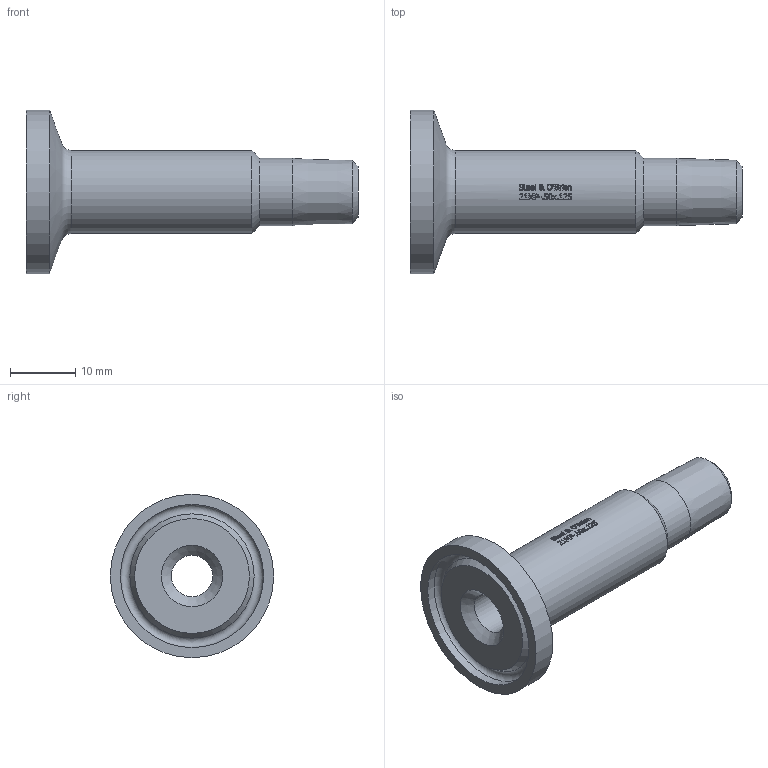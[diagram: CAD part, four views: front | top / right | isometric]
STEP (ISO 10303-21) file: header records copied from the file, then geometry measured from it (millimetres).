
FILE_DESCRIPTION(/* description */ (''),/* implementation_level */ '2;1');
FILE_NAME(/* name */ '21MP-.50X.125.stp',/* time_stamp */ '2019-01-31T09:23:43-05:00',/* author */ ('rick'),/* organization */ (''),/* preprocessor_version */ 'ST-DEVELOPER v15.2',/* originating_system */ 'Autodesk Inventor 2014',/* authorisation */ '');
FILE_SCHEMA (('AUTOMOTIVE_DESIGN { 1 0 10303 214 3 1 1 }'));
Length unit declared in the file: inch
Products named in the file (1): AAV00510
Bounding box: 50.8 x 24.99 x 24.99 mm (x, y, z)
Volume: 5343.3 mm3; surface area: 3986.2 mm2
Topology: 1 solids, 1 shells, 413 faces, 1110 edges, 737 vertices
Faces by surface type: bspline 189, plane 174, cylinder 42, cone 6, torus 2
Full cylindrical faces by diameter (mm): 6.35 x1, 10.287 x1, 12.7 x1, 21.895 x1, 24.994 x1
Entity records: 16245 total; most frequent: CARTESIAN_POINT 6996, ORIENTED_EDGE 2192, DIRECTION 1364, EDGE_CURVE 1096, VERTEX_POINT 736, LINE 522, VECTOR 522, EDGE_LOOP 466
